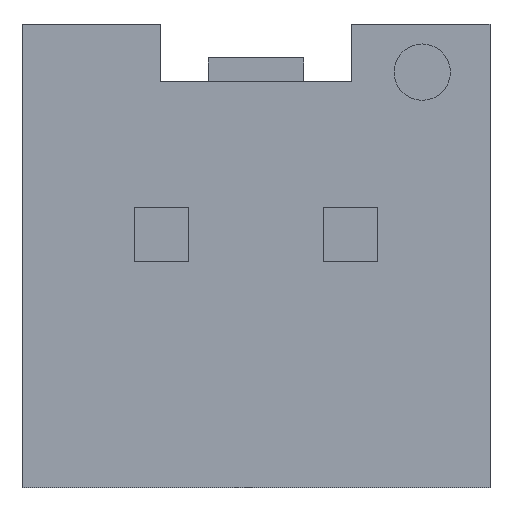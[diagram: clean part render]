
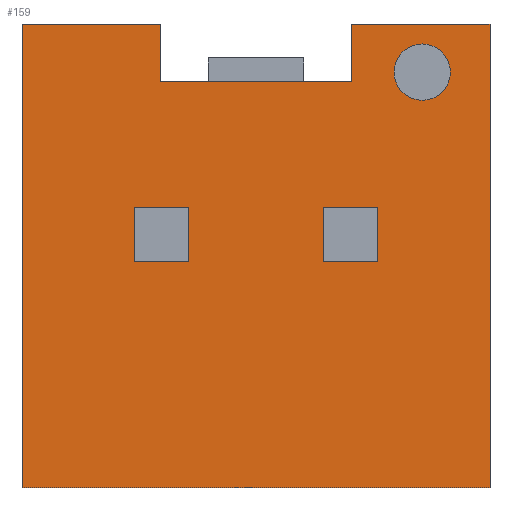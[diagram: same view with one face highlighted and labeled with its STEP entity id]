
A CAD part, front view. The second image highlights one B-rep face of the part: STEP entity #159.
In plain terms, the highlighted planar face has unit normal (0, -1, 0).
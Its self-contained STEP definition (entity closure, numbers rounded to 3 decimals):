
#82 = VERTEX_POINT ( 'NONE', #659 ) ;
#83 = ORIENTED_EDGE ( 'NONE', *, *, #84, .F. ) ;
#84 = EDGE_CURVE ( 'NONE', #85, #82, #658, .T. ) ;
#85 = VERTEX_POINT ( 'NONE', #654 ) ;
#86 = ORIENTED_EDGE ( 'NONE', *, *, #87, .F. ) ;
#87 = EDGE_CURVE ( 'NONE', #164, #85, #652, .T. ) ;
#88 = EDGE_LOOP ( 'NONE', ( #89, #93, #96, #99, #102, #105, #109, #320 ) ) ;
#89 = ORIENTED_EDGE ( 'NONE', *, *, #90, .T. ) ;
#90 = EDGE_CURVE ( 'NONE', #91, #92, #712, .T. ) ;
#91 = VERTEX_POINT ( 'NONE', #708 ) ;
#92 = VERTEX_POINT ( 'NONE', #707 ) ;
#93 = ORIENTED_EDGE ( 'NONE', *, *, #94, .T. ) ;
#94 = EDGE_CURVE ( 'NONE', #92, #95, #706, .T. ) ;
#95 = VERTEX_POINT ( 'NONE', #702 ) ;
#96 = ORIENTED_EDGE ( 'NONE', *, *, #97, .T. ) ;
#97 = EDGE_CURVE ( 'NONE', #95, #98, #701, .T. ) ;
#98 = VERTEX_POINT ( 'NONE', #697 ) ;
#99 = ORIENTED_EDGE ( 'NONE', *, *, #100, .T. ) ;
#100 = EDGE_CURVE ( 'NONE', #98, #101, #696, .T. ) ;
#101 = VERTEX_POINT ( 'NONE', #692 ) ;
#102 = ORIENTED_EDGE ( 'NONE', *, *, #103, .F. ) ;
#103 = EDGE_CURVE ( 'NONE', #104, #101, #691, .T. ) ;
#104 = VERTEX_POINT ( 'NONE', #687 ) ;
#105 = ORIENTED_EDGE ( 'NONE', *, *, #106, .F. ) ;
#106 = EDGE_CURVE ( 'NONE', #107, #104, #686, .T. ) ;
#107 = VERTEX_POINT ( 'NONE', #682 ) ;
#109 = ORIENTED_EDGE ( 'NONE', *, *, #111, .T. ) ;
#110 = VERTEX_POINT ( 'NONE', #741 ) ;
#111 = EDGE_CURVE ( 'NONE', #107, #110, #740, .T. ) ;
#159 = ADVANCED_FACE ( 'NONE', ( #787, #786, #785, #784 ), #783, .F. ) ;
#160 = EDGE_LOOP ( 'NONE', ( #162, #165, #83, #86 ) ) ;
#161 = VERTEX_POINT ( 'NONE', #778 ) ;
#162 = ORIENTED_EDGE ( 'NONE', *, *, #163, .F. ) ;
#163 = EDGE_CURVE ( 'NONE', #161, #164, #845, .T. ) ;
#164 = VERTEX_POINT ( 'NONE', #841 ) ;
#165 = ORIENTED_EDGE ( 'NONE', *, *, #166, .F. ) ;
#166 = EDGE_CURVE ( 'NONE', #82, #161, #840, .T. ) ;
#170 = VERTEX_POINT ( 'NONE', #831 ) ;
#172 = EDGE_CURVE ( 'NONE', #170, #173, #830, .T. ) ;
#173 = VERTEX_POINT ( 'NONE', #825 ) ;
#265 = EDGE_CURVE ( 'NONE', #110, #91, #1029, .T. ) ;
#266 = ORIENTED_EDGE ( 'NONE', *, *, #267, .F. ) ;
#267 = EDGE_CURVE ( 'NONE', #268, #269, #1025, .T. ) ;
#268 = VERTEX_POINT ( 'NONE', #1021 ) ;
#269 = VERTEX_POINT ( 'NONE', #1020 ) ;
#270 = EDGE_LOOP ( 'NONE', ( #266, #275, #278, #281 ) ) ;
#275 = ORIENTED_EDGE ( 'NONE', *, *, #276, .F. ) ;
#276 = EDGE_CURVE ( 'NONE', #277, #268, #1011, .T. ) ;
#277 = VERTEX_POINT ( 'NONE', #1007 ) ;
#278 = ORIENTED_EDGE ( 'NONE', *, *, #279, .F. ) ;
#279 = EDGE_CURVE ( 'NONE', #280, #277, #1006, .T. ) ;
#280 = VERTEX_POINT ( 'NONE', #1002 ) ;
#281 = ORIENTED_EDGE ( 'NONE', *, *, #282, .F. ) ;
#282 = EDGE_CURVE ( 'NONE', #269, #280, #1066, .T. ) ;
#283 = EDGE_LOOP ( 'NONE', ( #284, #286 ) ) ;
#284 = ORIENTED_EDGE ( 'NONE', *, *, #285, .F. ) ;
#285 = EDGE_CURVE ( 'NONE', #173, #170, #1062, .T. ) ;
#286 = ORIENTED_EDGE ( 'NONE', *, *, #172, .F. ) ;
#320 = ORIENTED_EDGE ( 'NONE', *, *, #265, .T. ) ;
#649 = DIRECTION ( 'NONE',  ( 1., 0., 0. ) ) ;
#650 = VECTOR ( 'NONE', #649, 1000. ) ;
#651 = CARTESIAN_POINT ( 'NONE',  ( 4.9, 0., -0.12 ) ) ;
#652 = LINE ( 'NONE', #651, #650 ) ;
#654 = CARTESIAN_POINT ( 'NONE',  ( -1.41, 0., -0.12 ) ) ;
#655 = DIRECTION ( 'NONE',  ( 0., 0., 1. ) ) ;
#656 = VECTOR ( 'NONE', #655, 1000. ) ;
#657 = CARTESIAN_POINT ( 'NONE',  ( -1.41, 0., 4.85 ) ) ;
#658 = LINE ( 'NONE', #657, #656 ) ;
#659 = CARTESIAN_POINT ( 'NONE',  ( -1.41, 0., 1.02 ) ) ;
#682 = CARTESIAN_POINT ( 'NONE',  ( 4.9, 0., 4.85 ) ) ;
#683 = DIRECTION ( 'NONE',  ( 0., 0., -1. ) ) ;
#684 = VECTOR ( 'NONE', #683, 1000. ) ;
#685 = CARTESIAN_POINT ( 'NONE',  ( 4.9, 0., 4.85 ) ) ;
#686 = LINE ( 'NONE', #685, #684 ) ;
#687 = CARTESIAN_POINT ( 'NONE',  ( 4.9, 0., -4.85 ) ) ;
#688 = DIRECTION ( 'NONE',  ( -1., 0., 0. ) ) ;
#689 = VECTOR ( 'NONE', #688, 1000. ) ;
#690 = CARTESIAN_POINT ( 'NONE',  ( 4.9, 0., -4.85 ) ) ;
#691 = LINE ( 'NONE', #690, #689 ) ;
#692 = CARTESIAN_POINT ( 'NONE',  ( -4.9, 0., -4.85 ) ) ;
#693 = DIRECTION ( 'NONE',  ( 0., 0., -1. ) ) ;
#694 = VECTOR ( 'NONE', #693, 1000. ) ;
#695 = CARTESIAN_POINT ( 'NONE',  ( -4.9, 0., 4.85 ) ) ;
#696 = LINE ( 'NONE', #695, #694 ) ;
#697 = CARTESIAN_POINT ( 'NONE',  ( -4.9, 0., 4.85 ) ) ;
#698 = DIRECTION ( 'NONE',  ( -1., 0., 0. ) ) ;
#699 = VECTOR ( 'NONE', #698, 1000. ) ;
#700 = CARTESIAN_POINT ( 'NONE',  ( 4.9, 0., 4.85 ) ) ;
#701 = LINE ( 'NONE', #700, #699 ) ;
#702 = CARTESIAN_POINT ( 'NONE',  ( -2., 0., 4.85 ) ) ;
#703 = DIRECTION ( 'NONE',  ( 0., 0., 1. ) ) ;
#704 = VECTOR ( 'NONE', #703, 1000. ) ;
#705 = CARTESIAN_POINT ( 'NONE',  ( -2., 0., 4.85 ) ) ;
#706 = LINE ( 'NONE', #705, #704 ) ;
#707 = CARTESIAN_POINT ( 'NONE',  ( -2., 0., 3.65 ) ) ;
#708 = CARTESIAN_POINT ( 'NONE',  ( 2., 0., 3.65 ) ) ;
#709 = DIRECTION ( 'NONE',  ( -1., 0., 0. ) ) ;
#710 = VECTOR ( 'NONE', #709, 1000. ) ;
#711 = CARTESIAN_POINT ( 'NONE',  ( -2., 0., 3.65 ) ) ;
#712 = LINE ( 'NONE', #711, #710 ) ;
#737 = DIRECTION ( 'NONE',  ( -1., 0., 0. ) ) ;
#738 = VECTOR ( 'NONE', #737, 1000. ) ;
#739 = CARTESIAN_POINT ( 'NONE',  ( 4.9, 0., 4.85 ) ) ;
#740 = LINE ( 'NONE', #739, #738 ) ;
#741 = CARTESIAN_POINT ( 'NONE',  ( 2., 0., 4.85 ) ) ;
#778 = CARTESIAN_POINT ( 'NONE',  ( -2.55, 0., 1.02 ) ) ;
#779 = DIRECTION ( 'NONE',  ( 0., 0., 1. ) ) ;
#780 = DIRECTION ( 'NONE',  ( 0., 1., 0. ) ) ;
#781 = CARTESIAN_POINT ( 'NONE',  ( 4.9, 0., 4.85 ) ) ;
#782 = AXIS2_PLACEMENT_3D ( 'NONE', #781, #780, #779 ) ;
#783 = PLANE ( 'NONE',  #782 ) ;
#784 = FACE_BOUND ( 'NONE', #283, .T. ) ;
#785 = FACE_BOUND ( 'NONE', #270, .T. ) ;
#786 = FACE_OUTER_BOUND ( 'NONE', #88, .T. ) ;
#787 = FACE_BOUND ( 'NONE', #160, .T. ) ;
#825 = CARTESIAN_POINT ( 'NONE',  ( 3.48, 0., 4.44 ) ) ;
#826 = DIRECTION ( 'NONE',  ( 0., 0., 1. ) ) ;
#827 = DIRECTION ( 'NONE',  ( 0., -1., 0. ) ) ;
#828 = CARTESIAN_POINT ( 'NONE',  ( 3.48, 0., 3.85 ) ) ;
#829 = AXIS2_PLACEMENT_3D ( 'NONE', #828, #827, #826 ) ;
#830 = CIRCLE ( 'NONE', #829, 0.59 ) ;
#831 = CARTESIAN_POINT ( 'NONE',  ( 3.48, 0., 3.26 ) ) ;
#837 = DIRECTION ( 'NONE',  ( -1., 0., 0. ) ) ;
#838 = VECTOR ( 'NONE', #837, 1000. ) ;
#839 = CARTESIAN_POINT ( 'NONE',  ( 4.9, 0., 1.02 ) ) ;
#840 = LINE ( 'NONE', #839, #838 ) ;
#841 = CARTESIAN_POINT ( 'NONE',  ( -2.55, 0., -0.12 ) ) ;
#842 = DIRECTION ( 'NONE',  ( 0., 0., -1. ) ) ;
#843 = VECTOR ( 'NONE', #842, 1000. ) ;
#844 = CARTESIAN_POINT ( 'NONE',  ( -2.55, 0., 4.85 ) ) ;
#845 = LINE ( 'NONE', #844, #843 ) ;
#1002 = CARTESIAN_POINT ( 'NONE',  ( 2.55, 0., -0.12 ) ) ;
#1003 = DIRECTION ( 'NONE',  ( 0., 0., 1. ) ) ;
#1004 = VECTOR ( 'NONE', #1003, 1000. ) ;
#1005 = CARTESIAN_POINT ( 'NONE',  ( 2.55, 0., 4.85 ) ) ;
#1006 = LINE ( 'NONE', #1005, #1004 ) ;
#1007 = CARTESIAN_POINT ( 'NONE',  ( 2.55, 0., 1.02 ) ) ;
#1008 = DIRECTION ( 'NONE',  ( -1., 0., 0. ) ) ;
#1009 = VECTOR ( 'NONE', #1008, 1000. ) ;
#1010 = CARTESIAN_POINT ( 'NONE',  ( 4.9, 0., 1.02 ) ) ;
#1011 = LINE ( 'NONE', #1010, #1009 ) ;
#1020 = CARTESIAN_POINT ( 'NONE',  ( 1.41, 0., -0.12 ) ) ;
#1021 = CARTESIAN_POINT ( 'NONE',  ( 1.41, 0., 1.02 ) ) ;
#1022 = DIRECTION ( 'NONE',  ( 0., 0., -1. ) ) ;
#1023 = VECTOR ( 'NONE', #1022, 1000. ) ;
#1024 = CARTESIAN_POINT ( 'NONE',  ( 1.41, 0., 4.85 ) ) ;
#1025 = LINE ( 'NONE', #1024, #1023 ) ;
#1026 = DIRECTION ( 'NONE',  ( 0., 0., -1. ) ) ;
#1027 = VECTOR ( 'NONE', #1026, 1000. ) ;
#1028 = CARTESIAN_POINT ( 'NONE',  ( 2., 0., 4.85 ) ) ;
#1029 = LINE ( 'NONE', #1028, #1027 ) ;
#1058 = DIRECTION ( 'NONE',  ( 0., 0., 1. ) ) ;
#1059 = DIRECTION ( 'NONE',  ( 0., -1., 0. ) ) ;
#1060 = CARTESIAN_POINT ( 'NONE',  ( 3.48, 0., 3.85 ) ) ;
#1061 = AXIS2_PLACEMENT_3D ( 'NONE', #1060, #1059, #1058 ) ;
#1062 = CIRCLE ( 'NONE', #1061, 0.59 ) ;
#1063 = DIRECTION ( 'NONE',  ( 1., 0., 0. ) ) ;
#1064 = VECTOR ( 'NONE', #1063, 1000. ) ;
#1065 = CARTESIAN_POINT ( 'NONE',  ( 4.9, 0., -0.12 ) ) ;
#1066 = LINE ( 'NONE', #1065, #1064 ) ;
